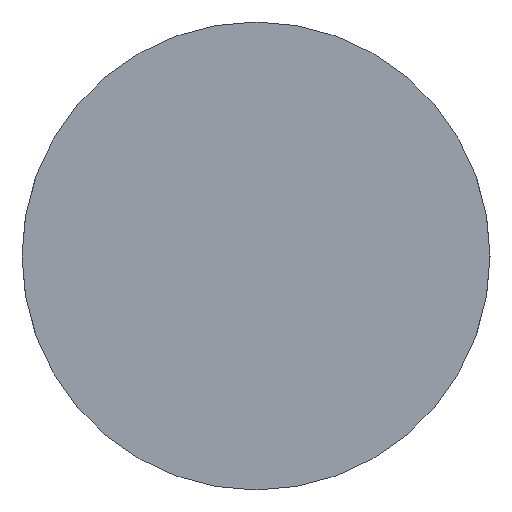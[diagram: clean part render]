
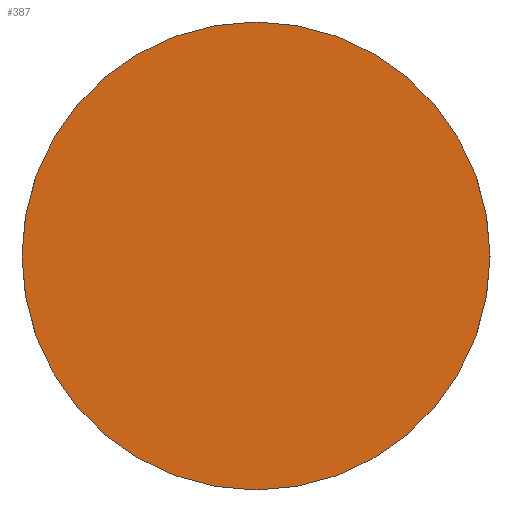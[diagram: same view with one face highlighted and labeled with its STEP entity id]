
A CAD part, left-side view. The second image highlights one B-rep face of the part: STEP entity #387.
In plain terms, the highlighted planar face has unit normal (-1, 0, 0).
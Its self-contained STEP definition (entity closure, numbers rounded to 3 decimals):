
#10 = EDGE_LOOP ( 'NONE', ( #518, #607 ) ) ;
#57 = AXIS2_PLACEMENT_3D ( 'NONE', #463, #87, #896 ) ;
#71 = CIRCLE ( 'NONE', #517, 7.75 ) ;
#87 = DIRECTION ( 'NONE',  ( -1., 0., 0. ) ) ;
#90 = DIRECTION ( 'NONE',  ( 0., 0., -1. ) ) ;
#171 = DIRECTION ( 'NONE',  ( 1., 0., 0. ) ) ;
#196 = VERTEX_POINT ( 'NONE', #925 ) ;
#372 = DIRECTION ( 'NONE',  ( 0., 0., 1. ) ) ;
#385 = CARTESIAN_POINT ( 'NONE',  ( 0., 0., 0. ) ) ;
#387 = ADVANCED_FACE ( 'NONE', ( #684 ), #470, .F. ) ;
#421 = EDGE_CURVE ( 'NONE', #196, #689, #626, .T. ) ;
#463 = CARTESIAN_POINT ( 'NONE',  ( 0., 0., 0. ) ) ;
#468 = CARTESIAN_POINT ( 'NONE',  ( 0., 7.75, 0. ) ) ;
#470 = PLANE ( 'NONE',  #763 ) ;
#517 = AXIS2_PLACEMENT_3D ( 'NONE', #385, #672, #372 ) ;
#518 = ORIENTED_EDGE ( 'NONE', *, *, #421, .T. ) ;
#607 = ORIENTED_EDGE ( 'NONE', *, *, #952, .T. ) ;
#626 = CIRCLE ( 'NONE', #57, 7.75 ) ;
#658 = CARTESIAN_POINT ( 'NONE',  ( 0., 0., -7.75 ) ) ;
#672 = DIRECTION ( 'NONE',  ( -1., 0., 0. ) ) ;
#684 = FACE_OUTER_BOUND ( 'NONE', #10, .T. ) ;
#689 = VERTEX_POINT ( 'NONE', #658 ) ;
#763 = AXIS2_PLACEMENT_3D ( 'NONE', #468, #171, #90 ) ;
#896 = DIRECTION ( 'NONE',  ( 0., 0., 1. ) ) ;
#925 = CARTESIAN_POINT ( 'NONE',  ( 0., 0., 7.75 ) ) ;
#952 = EDGE_CURVE ( 'NONE', #689, #196, #71, .T. ) ;
